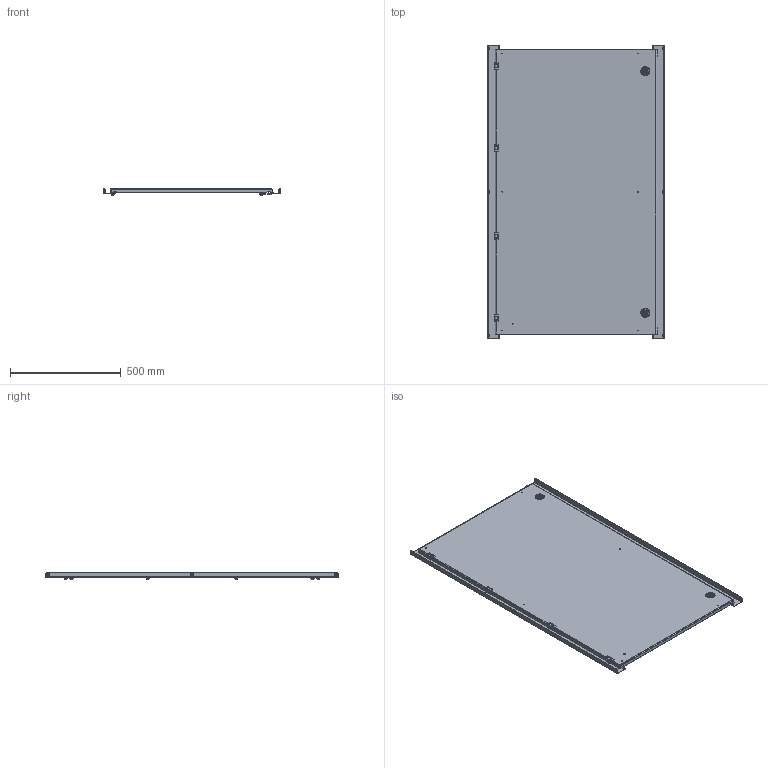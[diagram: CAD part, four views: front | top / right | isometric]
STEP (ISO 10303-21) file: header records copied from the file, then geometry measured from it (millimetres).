
FILE_DESCRIPTION (( 'STEP AP203' ), '1' );
FILE_NAME ('U8017148002 Êîìïëåêò äëÿ óñòàíîâêè âíóòðåííåé äâåðêè UC2 140.80 (000.801.245-21).STEP', '2022-04-29T06:58:56', ( '' ), ( '' ), 'SwSTEP 2.0', 'SolidWorks 2017', '' );
FILE_SCHEMA (( 'CONFIG_CONTROL_DESIGN' ));
Length unit declared in the file: millimetre
Products named in the file (19): 鎔艜_17473_M6x12; hex flange nut_din_Hexagon Flange Nut DIN 6923 - M6 - N; 012-1803 眈翴錪 鳱歑膱_21 (140.80); 鍔錓_7798_M6x8; øòûðü; Ïåòëÿ óãëîâàÿ äëÿ øêàôîâ UC USOLA_§ ªàëâ®; U8017148002 Êîìïëåêò äëÿ óñòàíîâêè âíóòðåííåé äâåðêè UC2 140.80 (000.801.245-21); 000.207.194 Äâåðêà âíóòðåííÿÿ UC2_21 (140.80); ïîëóïåòëÿ âíåøíÿÿ; 嵑殧趌11371_6; 026-746 赶鎀鍧_01 (1400); ч瀁禬п-1_00; Øïèëüêà çàçåìëåíèÿ CKF CS_Œ6å16; 扻豵鵨_п-1; 044-82 逄闉 鳱歑膱; 嵑殧趌6402_6; Øïèëüêà ðåçüáîâàÿ Ì6_Œ5å12; ïîëóïåòëÿ âíóòðåííÿÿ; 063 1-1-01-37 Çàìîê ïîä àíãëèéñêèé êëþ÷ Mesan_00
Assembly tree (44 placements, depth 3):
  U8017148002 Êîìïëåêò äëÿ óñòàíîâêè âíóòðåííåé äâåðêè UC2 140.80 (000.801.245-21)
    000.207.194 Äâåðêà âíóòðåííÿÿ UC2_21 (140.80)
      012-1803 眈翴錪 鳱歑膱_21 (140.80)
      Øïèëüêà çàçåìëåíèÿ CKF CS_Œ6å16
      Øïèëüêà ðåçüáîâàÿ Ì6_Œ5å12  x6
    026-746 赶鎀鍧_01 (1400)  x2
    hex flange nut_din_Hexagon Flange Nut DIN 6923 - M6 - N  x6
    Ïåòëÿ óãëîâàÿ äëÿ øêàôîâ UC USOLA_§ ªàëâ®  x4
      ïîëóïåòëÿ âíåøíÿÿ
      ïîëóïåòëÿ âíóòðåííÿÿ
      øòûðü
    鍔錓_7798_M6x8  x4
    嵑殧趌11371_6  x4
    嵑殧趌6402_6  x4
    063 1-1-01-37 Çàìîê ïîä àíãëèéñêèé êëþ÷ Mesan_00  x2
      扻豵鵨_п-1
      ч瀁禬п-1_00
      嵑殧趌11371_6
      鎔艜_17473_M6x12
    044-82 逄闉 鳱歑膱  x2
Bounding box: 797.05 x 1322 x 32.22 mm (x, y, z)
Volume: 2373268.3 mm3; surface area: 2489211.3 mm2
Topology: 50 solids, 52 shells, 1339 faces, 3144 edges, 1966 vertices
Faces by surface type: plane 657, cylinder 400, cone 142, torus 84, bspline 52, sphere 4
Entity records: 20130 total; most frequent: CARTESIAN_POINT 3742, DIRECTION 2989, ORIENTED_EDGE 2734, EDGE_CURVE 1367, AXIS2_PLACEMENT_3D 1091, VERTEX_POINT 866, VECTOR 807, LINE 807
